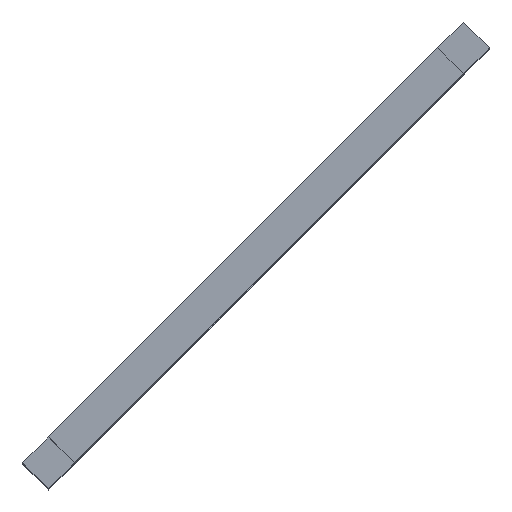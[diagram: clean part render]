
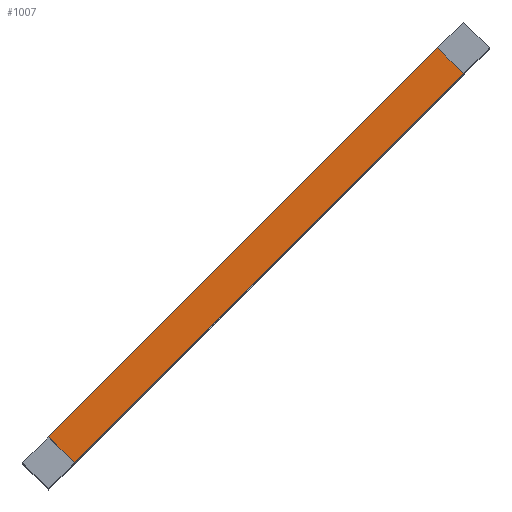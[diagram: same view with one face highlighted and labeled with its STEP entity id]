
A CAD part, top view. The second image highlights one B-rep face of the part: STEP entity #1007.
In plain terms, the highlighted planar face has unit normal (0, 0, 1).
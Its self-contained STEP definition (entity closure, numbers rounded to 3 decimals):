
#46=PLANE('',#1118);
#91=FACE_OUTER_BOUND('',#154,.T.);
#154=EDGE_LOOP('',(#815,#816,#817,#818));
#201=LINE('',#1480,#293);
#245=LINE('',#1643,#337);
#251=LINE('',#1663,#343);
#252=LINE('',#1664,#344);
#293=VECTOR('',#1175,10.);
#337=VECTOR('',#1333,10.);
#343=VECTOR('',#1357,10.);
#344=VECTOR('',#1358,10.);
#441=VERTEX_POINT('',#1477);
#442=VERTEX_POINT('',#1479);
#504=VERTEX_POINT('',#1642);
#509=VERTEX_POINT('',#1662);
#538=EDGE_CURVE('',#442,#441,#201,.T.);
#620=EDGE_CURVE('',#504,#442,#245,.T.);
#630=EDGE_CURVE('',#441,#509,#251,.T.);
#631=EDGE_CURVE('',#509,#504,#252,.T.);
#815=ORIENTED_EDGE('',*,*,#538,.T.);
#816=ORIENTED_EDGE('',*,*,#630,.T.);
#817=ORIENTED_EDGE('',*,*,#631,.T.);
#818=ORIENTED_EDGE('',*,*,#620,.T.);
#1007=ADVANCED_FACE('',(#91),#46,.T.);
#1118=AXIS2_PLACEMENT_3D('',#1661,#1355,#1356);
#1175=DIRECTION('',(0.707,0.707,0.));
#1333=DIRECTION('',(0.707,-0.707,0.));
#1355=DIRECTION('center_axis',(0.,0.,
1.));
#1356=DIRECTION('ref_axis',(0.707,0.707,0.));
#1357=DIRECTION('',(-0.707,0.707,0.));
#1358=DIRECTION('',(-0.707,-0.707,0.));
#1477=CARTESIAN_POINT('',(-2903.581,2772.587,239.75));
#1479=CARTESIAN_POINT('',(-2935.401,2740.767,239.75));
#1480=CARTESIAN_POINT('',(-2903.581,2772.587,239.75));
#1642=CARTESIAN_POINT('',(-2937.522,2742.888,239.75));
#1643=CARTESIAN_POINT('',(-2935.401,2740.767,239.75));
#1661=CARTESIAN_POINT('Origin',(-2935.401,2740.767,239.75));
#1662=CARTESIAN_POINT('',(-2905.702,2774.708,239.75));
#1663=CARTESIAN_POINT('',(-2903.581,2772.587,239.75));
#1664=CARTESIAN_POINT('',(-2905.702,2774.708,239.75));
